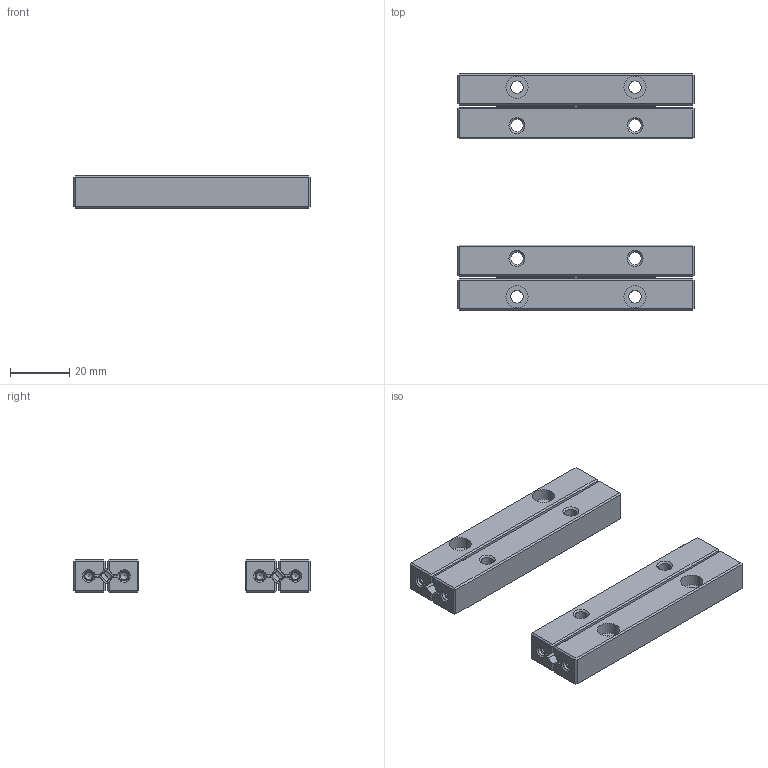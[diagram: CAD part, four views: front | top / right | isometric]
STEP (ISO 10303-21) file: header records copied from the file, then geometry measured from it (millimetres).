
FILE_DESCRIPTION(/* description */ (''),/* implementation_level */ '2;1');
FILE_NAME(/* name */ 'Set RSDE-4080x10KRE-ACC.stp',/* time_stamp */ '2018-12-19T13:54:13+01:00',/* author */ (''),/* organization */ (''),/* preprocessor_version */ 'ST-DEVELOPER v16.7',/* originating_system */ 'SIEMENS PLM Software NX 12.0',/* authorisation */ '');
FILE_SCHEMA (('AUTOMOTIVE_DESIGN { 1 0 10303 214 3 1 1 1 }'));
Products named in the file (1): rhn11EC67B6z2h0
Bounding box: 80 x 80 x 11 mm (x, y, z)
Volume: 33397 mm3; surface area: 22148.4 mm2
Topology: 36 solids, 36 shells, 2048 faces, 5758 edges, 3774 vertices
Faces by surface type: plane 1124, cylinder 584, torus 168, extrusion 92, cone 80
Full cylindrical faces by diameter (mm): 0.5 x96, 1.5 x8, 2 x20, 2.6 x8, 3.2 x8, 4 x20, 4.2 x8, 7.5 x8
Entity records: 69844 total; most frequent: CARTESIAN_POINT 16677, ORIENTED_EDGE 10752, DIRECTION 10666, EDGE_CURVE 5376, VERTEX_POINT 3652, AXIS2_PLACEMENT_3D 3625, VECTOR 3416, LINE 3324
